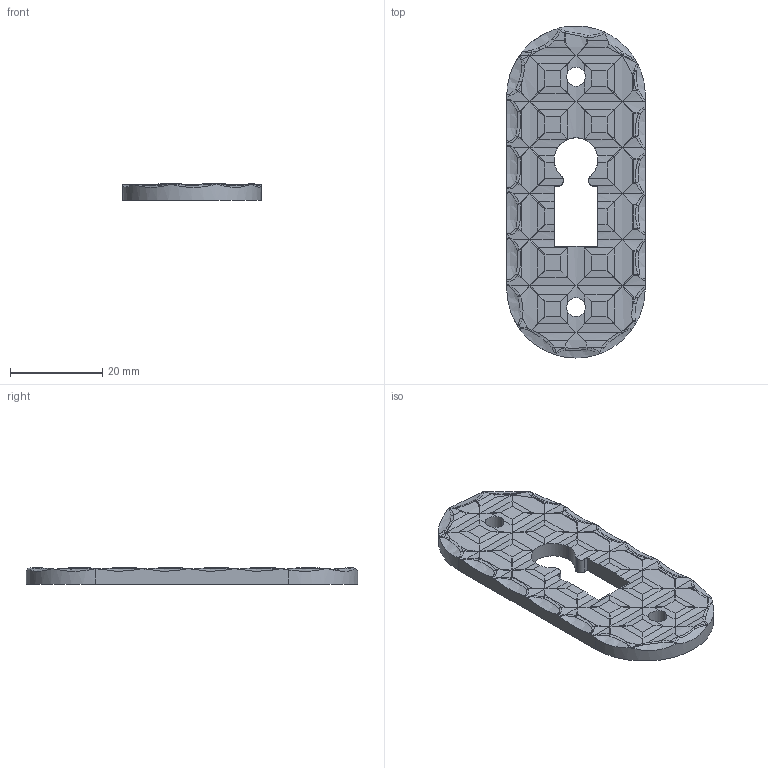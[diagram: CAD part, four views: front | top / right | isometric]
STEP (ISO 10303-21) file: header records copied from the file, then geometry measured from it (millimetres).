
FILE_DESCRIPTION (( 'STEP AP203' ), '1' );
FILE_NAME ('8150.STEP', '2016-05-09T07:44:47', ( '' ), ( '' ), 'SwSTEP 2.0', 'SolidWorks 2015', '' );
FILE_SCHEMA (( 'CONFIG_CONTROL_DESIGN' ));
Length unit declared in the file: millimetre
Products named in the file (1): 8150
Bounding box: 30 x 72 x 3.5 mm (x, y, z)
Volume: 5755.8 mm3; surface area: 4341 mm2
Topology: 1 solids, 1 shells, 557 faces, 1407 edges, 802 vertices
Faces by surface type: bspline 282, cylinder 159, plane 116
Entity records: 23967 total; most frequent: CARTESIAN_POINT 13596, ORIENTED_EDGE 2684, EDGE_CURVE 1342, DIRECTION 1278, VERTEX_POINT 802, B_SPLINE_CURVE_WITH_KNOTS 628, EDGE_LOOP 578, FACE_OUTER_BOUND 557
